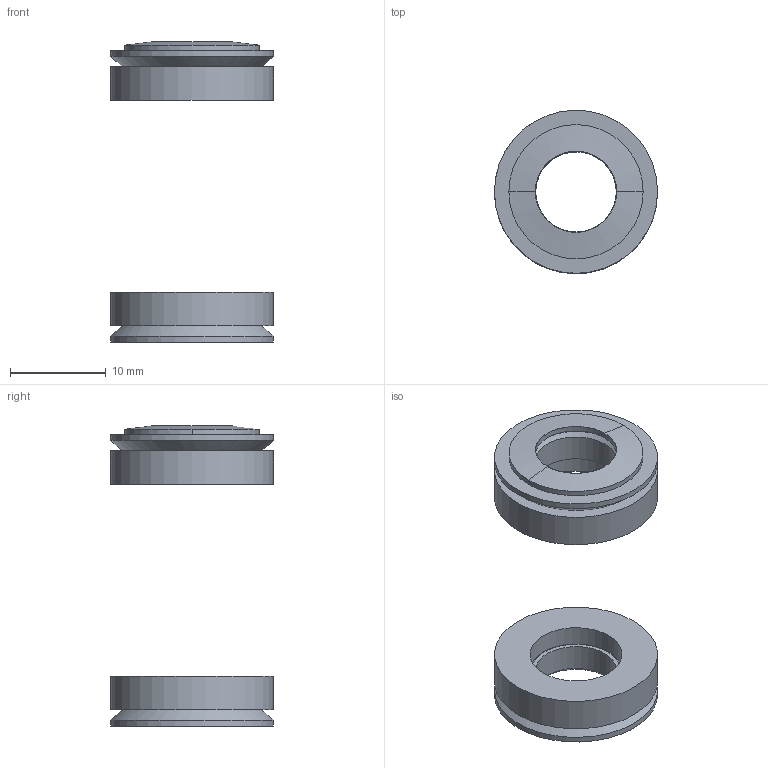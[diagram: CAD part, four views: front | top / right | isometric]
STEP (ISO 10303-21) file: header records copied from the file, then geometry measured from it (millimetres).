
FILE_DESCRIPTION (( 'STEP AP214' ), '1' );
FILE_NAME ('0186-0212_260128_PLF01-20.STEP', '2026-01-28T11:39:10', ( '' ), ( '' ), 'SwSTEP 2.0', 'SolidWorks 2026', '' );
FILE_SCHEMA (( 'AUTOMOTIVE_DESIGN' ));
Length unit declared in the file: millimetre
Products named in the file (4): SpannscheibeM8_Schwartz; Kugelscheibe8x3.2_Schwartz; Kegelpfanne8x3.5_Schwartz; 0186-0212_260128_PLF01-20
Assembly tree (5 placements, depth 2):
  0186-0212_260128_PLF01-20
    Kegelpfanne8x3.5_Schwartz  x2
    Kugelscheibe8x3.2_Schwartz  x2
    SpannscheibeM8_Schwartz
Bounding box: 17 x 17 x 31.28 mm (x, y, z)
Volume: 1711.4 mm3; surface area: 2363.9 mm2
Topology: 5 solids, 5 shells, 31 faces, 58 edges, 38 vertices
Faces by surface type: cylinder 12, plane 9, cone 8, bspline 2
Full cylindrical faces by diameter (mm): 8.4 x2, 9.6 x2, 17 x4
Entity records: 717 total; most frequent: CARTESIAN_POINT 182, DIRECTION 94, ORIENTED_EDGE 58, AXIS2_PLACEMENT_3D 47, EDGE_LOOP 32, EDGE_CURVE 29, FACE_OUTER_BOUND 24, VERTEX_POINT 21
